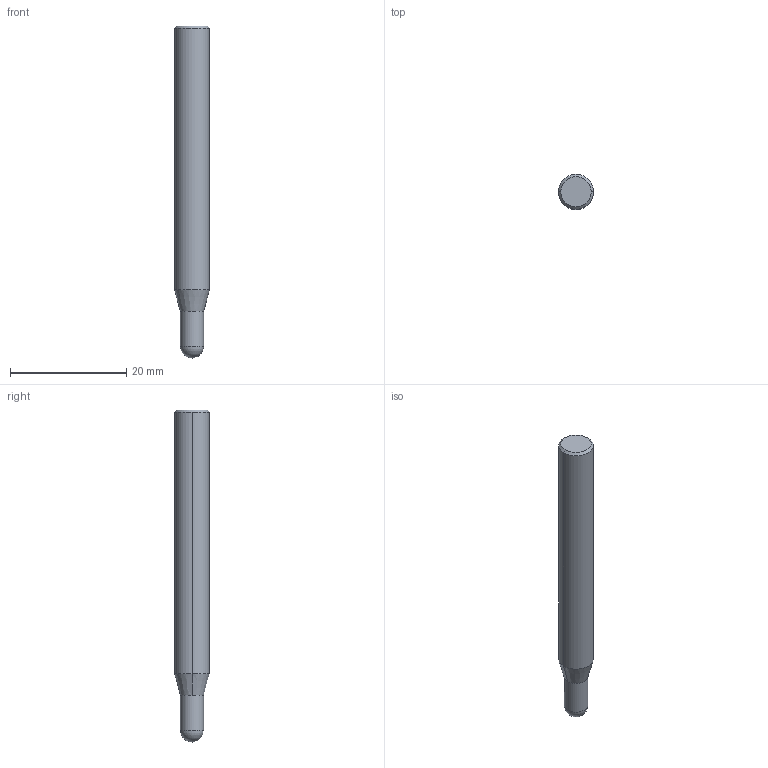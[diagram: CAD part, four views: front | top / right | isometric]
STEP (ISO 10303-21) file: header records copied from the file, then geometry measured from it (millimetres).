
FILE_DESCRIPTION(('STEP AP214'),'1');
FILE_NAME('R0604B8_LC.stp','2024-04-03T14:45:18',(' '),(' '),'Spatial InterOp 3D',' ',' ');
FILE_SCHEMA(('AUTOMOTIVE_DESIGN { 1 0 10303 214 1 1 1 1 }'));
Length unit declared in the file: millimetre
Products named in the file (1): 1
Bounding box: 6 x 6 x 57 mm (x, y, z)
Volume: 1444.9 mm3; surface area: 1063.3 mm2
Topology: 2 solids, 2 shells, 11 faces, 21 edges, 13 vertices
Faces by surface type: cone 4, cylinder 3, plane 3, sphere 1
Full cylindrical faces by diameter (mm): 4 x1
Entity records: 300 total; most frequent: DIRECTION 56, CARTESIAN_POINT 43, ORIENTED_EDGE 36, AXIS2_PLACEMENT_3D 25, EDGE_CURVE 18, EDGE_LOOP 12, VERTEX_POINT 12, CIRCLE 12
